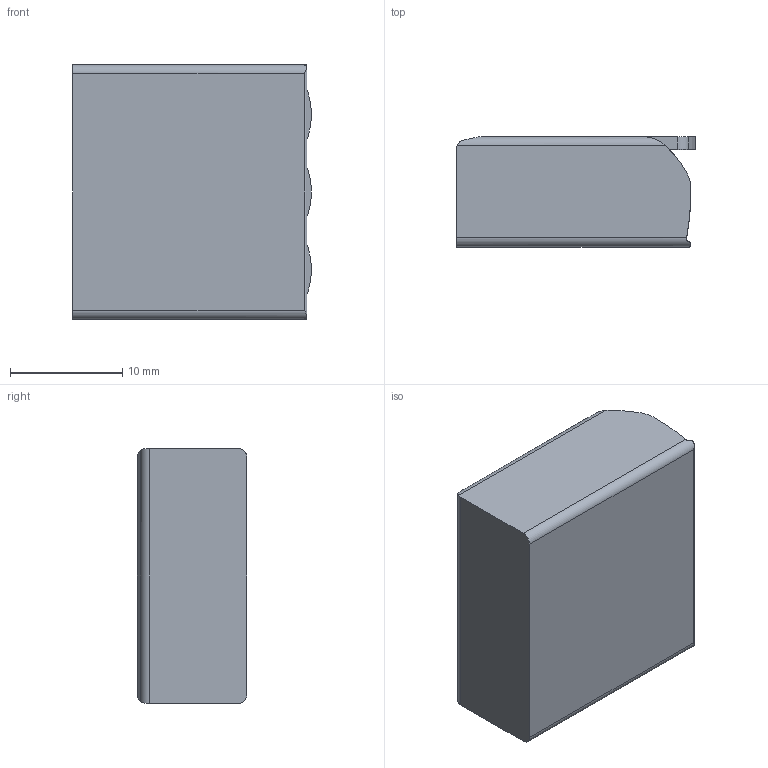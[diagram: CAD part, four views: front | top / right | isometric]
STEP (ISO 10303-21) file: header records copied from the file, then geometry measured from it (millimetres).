
FILE_DESCRIPTION(('HOOPS Exchange Step'),'2;1');
FILE_NAME('export-36666CB2-0F3F-4B4A-A403-5ADB34304E13.stp','2023-08-24T15:21:37+02:00',('Engineering'),('Alibre'),'HOOPS Exchange 2021.0','Alibre','Unknown authorisation');
FILE_SCHEMA( ('AP242_MANAGED_MODEL_BASED_3D_ENGINEERING_MIM_LF {1 0 10303 442 1 1 4 }') );
Length unit declared in the file: millimetre
Products named in the file (1): 6330 WAGO Terminal Block 3 wire 221-613 (0.5 tm 6 mm²)
Bounding box: 21.3 x 9.8 x 22.7 mm (x, y, z)
Volume: 4260.6 mm3; surface area: 2343.5 mm2
Topology: 1 solids, 1 shells, 176 faces, 522 edges, 348 vertices
Faces by surface type: plane 98, cylinder 78
Entity records: 6084 total; most frequent: CARTESIAN_POINT 1278, ORIENTED_EDGE 1044, DIRECTION 936, EDGE_CURVE 522, VERTEX_POINT 348, VECTOR 324, LINE 324, AXIS2_PLACEMENT_3D 306
